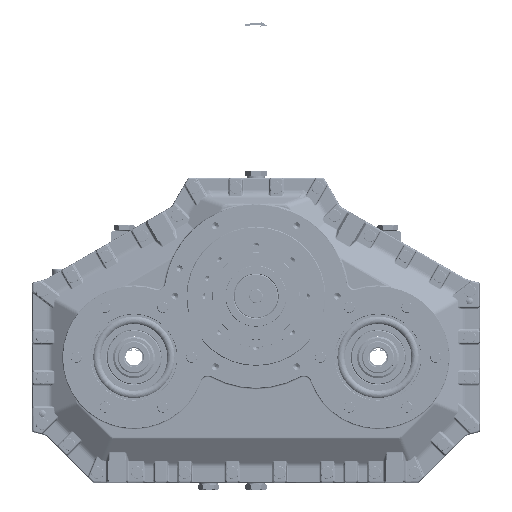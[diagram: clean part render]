
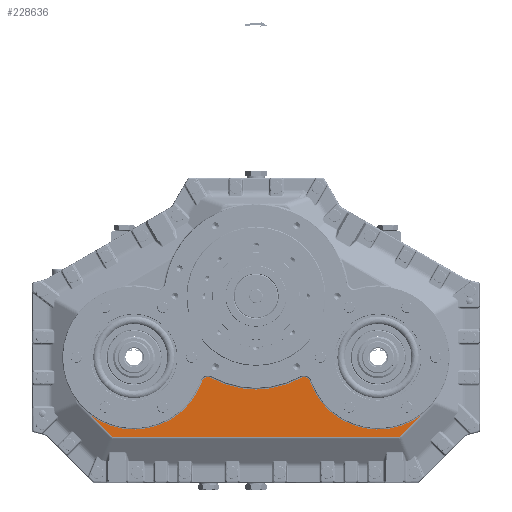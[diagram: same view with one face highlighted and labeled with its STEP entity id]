
A CAD part, top view. The second image highlights one B-rep face of the part: STEP entity #228636.
In plain terms, the highlighted planar face has unit normal (0, 0, 1).
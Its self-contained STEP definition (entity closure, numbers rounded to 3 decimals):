
#6198 = EDGE_CURVE ( 'NONE', #63179, #118172, #280025, .T. ) ;
#6875 = VERTEX_POINT ( 'NONE', #22650 ) ;
#7836 = CARTESIAN_POINT ( 'NONE',  ( -70.709, -128.877, 35. ) ) ;
#8049 = EDGE_CURVE ( 'NONE', #243368, #227206, #79453, .T. ) ;
#14713 = CARTESIAN_POINT ( 'NONE',  ( 211.471, -207.558, 35. ) ) ;
#15113 = DIRECTION ( 'NONE',  ( 0., 0., -1. ) ) ;
#20599 = DIRECTION ( 'NONE',  ( 0., 0., -1. ) ) ;
#20998 = ORIENTED_EDGE ( 'NONE', *, *, #234287, .T. ) ;
#22650 = CARTESIAN_POINT ( 'NONE',  ( 79.641, -125.699, 35. ) ) ;
#26638 = CARTESIAN_POINT ( 'NONE',  ( -213.306, -206.316, 35. ) ) ;
#29791 = DIRECTION ( 'NONE',  ( -1., 0., 0. ) ) ;
#31183 = FACE_OUTER_BOUND ( 'NONE', #104890, .T. ) ;
#33370 = VERTEX_POINT ( 'NONE', #60964 ) ;
#37484 = EDGE_CURVE ( 'NONE', #227206, #136190, #205659, .T. ) ;
#38230 = CARTESIAN_POINT ( 'NONE',  ( -361.112, -58.511, 35. ) ) ;
#43380 = LINE ( 'NONE', #38230, #101740 ) ;
#53510 = VECTOR ( 'NONE', #160384, 1000. ) ;
#54093 = CARTESIAN_POINT ( 'NONE',  ( 246.069, -173.553, 35. ) ) ;
#54539 = AXIS2_PLACEMENT_3D ( 'NONE', #260067, #128754, #282159 ) ;
#58219 = PLANE ( 'NONE',  #170326 ) ;
#60964 = CARTESIAN_POINT ( 'NONE',  ( 66.148, -120.565, 35. ) ) ;
#62096 = VECTOR ( 'NONE', #154762, 1000. ) ;
#63179 = VERTEX_POINT ( 'NONE', #232270 ) ;
#63533 = CARTESIAN_POINT ( 'NONE',  ( -212.484, -207.138, 35. ) ) ;
#63830 = CARTESIAN_POINT ( 'NONE',  ( -66.148, -120.565, 35. ) ) ;
#66825 = EDGE_CURVE ( 'NONE', #136190, #281151, #43380, .T. ) ;
#78749 = AXIS2_PLACEMENT_3D ( 'NONE', #94788, #248129, #116878 ) ;
#79453 = CIRCLE ( 'NONE', #277364, 9.481 ) ;
#80841 = CARTESIAN_POINT ( 'NONE',  ( 213.306, -206.316, 35. ) ) ;
#85608 = CARTESIAN_POINT ( 'NONE',  ( -213.306, -206.316, 35. ) ) ;
#92444 = VERTEX_POINT ( 'NONE', #110046 ) ;
#94788 = CARTESIAN_POINT ( 'NONE',  ( 180., -90., 35. ) ) ;
#101740 = VECTOR ( 'NONE', #123643, 1000. ) ;
#104890 = EDGE_LOOP ( 'NONE', ( #247585, #20998, #137545, #156986, #222421, #172901, #264008, #239312, #274249, #210513 ) ) ;
#106786 = DIRECTION ( 'NONE',  ( 0., 0., 1. ) ) ;
#107653 = CARTESIAN_POINT ( 'NONE',  ( -210.309, -207.558, 35. ) ) ;
#110046 = CARTESIAN_POINT ( 'NONE',  ( 210.309, -207.558, 35. ) ) ;
#116878 = DIRECTION ( 'NONE',  ( -1., 0., 0. ) ) ;
#118172 = VERTEX_POINT ( 'NONE', #54093 ) ;
#123016 =( BOUNDED_CURVE ( )  B_SPLINE_CURVE ( 3, ( #85608, #63533, #194936, #107653 ),
 .UNSPECIFIED., .F., .F. ) 
 B_SPLINE_CURVE_WITH_KNOTS ( ( 4, 4 ),
 ( 6.079, 6.487 ),
 .UNSPECIFIED. ) 
 CURVE ( )  GEOMETRIC_REPRESENTATION_ITEM ( )  RATIONAL_B_SPLINE_CURVE ( ( 1., 0.986, 0.986, 1. ) ) 
 REPRESENTATION_ITEM ( '' )  );
#123643 = DIRECTION ( 'NONE',  ( 0.707, -0.707, 0. ) ) ;
#128754 = DIRECTION ( 'NONE',  ( 0., 0., -1. ) ) ;
#136190 = VERTEX_POINT ( 'NONE', #154534 ) ;
#137545 = ORIENTED_EDGE ( 'NONE', *, *, #263674, .T. ) ;
#138304 = CARTESIAN_POINT ( 'NONE',  ( 298.815, -120.807, 35. ) ) ;
#146488 = CARTESIAN_POINT ( 'NONE',  ( -62.296, 240.304, 35. ) ) ;
#152021 = CARTESIAN_POINT ( 'NONE',  ( -180., -90., 35. ) ) ;
#154534 = CARTESIAN_POINT ( 'NONE',  ( -246.069, -173.553, 35. ) ) ;
#154762 = DIRECTION ( 'NONE',  ( 1., 0., 0. ) ) ;
#156986 = ORIENTED_EDGE ( 'NONE', *, *, #278517, .T. ) ;
#160384 = DIRECTION ( 'NONE',  ( 0.707, 0.707, 0. ) ) ;
#161185 = DIRECTION ( 'NONE',  ( 0., 0., 1. ) ) ;
#168150 = CARTESIAN_POINT ( 'NONE',  ( 210.309, -207.558, 35. ) ) ;
#168536 = DIRECTION ( 'NONE',  ( -1., 0., 0. ) ) ;
#170326 = AXIS2_PLACEMENT_3D ( 'NONE', #146488, #15113, #168536 ) ;
#172901 = ORIENTED_EDGE ( 'NONE', *, *, #37484, .T. ) ;
#174007 = DIRECTION ( 'NONE',  ( -1., 0., 0. ) ) ;
#178701 = LINE ( 'NONE', #240965, #62096 ) ;
#187585 =( BOUNDED_CURVE ( )  B_SPLINE_CURVE ( 3, ( #168150, #14713, #212272, #80841 ),
 .UNSPECIFIED., .F., .F. ) 
 B_SPLINE_CURVE_WITH_KNOTS ( ( 4, 4 ),
 ( 6.079, 6.487 ),
 .UNSPECIFIED. ) 
 CURVE ( )  GEOMETRIC_REPRESENTATION_ITEM ( )  RATIONAL_B_SPLINE_CURVE ( ( 1., 0.986, 0.986, 1. ) ) 
 REPRESENTATION_ITEM ( '' )  );
#194936 = CARTESIAN_POINT ( 'NONE',  ( -211.471, -207.558, 35. ) ) ;
#195599 = EDGE_CURVE ( 'NONE', #281151, #245320, #123016, .T. ) ;
#205659 = CIRCLE ( 'NONE', #279739, 106.519 ) ;
#210513 = ORIENTED_EDGE ( 'NONE', *, *, #235847, .T. ) ;
#211782 = CIRCLE ( 'NONE', #78749, 106.519 ) ;
#212272 = CARTESIAN_POINT ( 'NONE',  ( 212.484, -207.138, 35. ) ) ;
#217595 = AXIS2_PLACEMENT_3D ( 'NONE', #238093, #106786, #260160 ) ;
#222421 = ORIENTED_EDGE ( 'NONE', *, *, #8049, .T. ) ;
#227206 = VERTEX_POINT ( 'NONE', #276809 ) ;
#228636 = ADVANCED_FACE ( 'NONE', ( #31183 ), #58219, .F. ) ;
#230277 = CARTESIAN_POINT ( 'NONE',  ( -210.309, -207.558, 35. ) ) ;
#232270 = CARTESIAN_POINT ( 'NONE',  ( 213.306, -206.316, 35. ) ) ;
#234287 = EDGE_CURVE ( 'NONE', #118172, #6875, #211782, .T. ) ;
#235847 = EDGE_CURVE ( 'NONE', #92444, #63179, #187585, .T. ) ;
#238093 = CARTESIAN_POINT ( 'NONE',  ( 70.709, -128.877, 35. ) ) ;
#239312 = ORIENTED_EDGE ( 'NONE', *, *, #195599, .T. ) ;
#240965 = CARTESIAN_POINT ( 'NONE',  ( -62.296, -207.558, 35. ) ) ;
#243368 = VERTEX_POINT ( 'NONE', #63830 ) ;
#243875 = CIRCLE ( 'NONE', #54539, 137.519 ) ;
#245320 = VERTEX_POINT ( 'NONE', #230277 ) ;
#247585 = ORIENTED_EDGE ( 'NONE', *, *, #6198, .T. ) ;
#248129 = DIRECTION ( 'NONE',  ( 0., 0., -1. ) ) ;
#250485 = EDGE_CURVE ( 'NONE', #245320, #92444, #178701, .T. ) ;
#260067 = CARTESIAN_POINT ( 'NONE',  ( 0., 0., 35. ) ) ;
#260160 = DIRECTION ( 'NONE',  ( -1., 0., 0. ) ) ;
#263674 = EDGE_CURVE ( 'NONE', #6875, #33370, #273826, .T. ) ;
#264008 = ORIENTED_EDGE ( 'NONE', *, *, #66825, .T. ) ;
#273826 = CIRCLE ( 'NONE', #217595, 9.481 ) ;
#274249 = ORIENTED_EDGE ( 'NONE', *, *, #250485, .T. ) ;
#276809 = CARTESIAN_POINT ( 'NONE',  ( -79.641, -125.699, 35. ) ) ;
#277364 = AXIS2_PLACEMENT_3D ( 'NONE', #7836, #161185, #29791 ) ;
#278517 = EDGE_CURVE ( 'NONE', #33370, #243368, #243875, .T. ) ;
#279739 = AXIS2_PLACEMENT_3D ( 'NONE', #152021, #20599, #174007 ) ;
#280025 = LINE ( 'NONE', #138304, #53510 ) ;
#281151 = VERTEX_POINT ( 'NONE', #26638 ) ;
#282159 = DIRECTION ( 'NONE',  ( -1., 0., 0. ) ) ;
